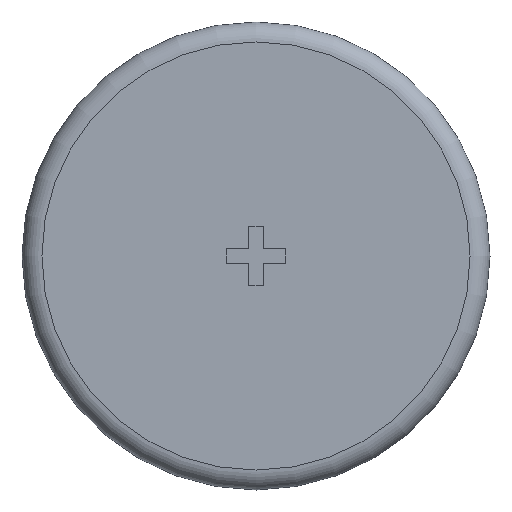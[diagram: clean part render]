
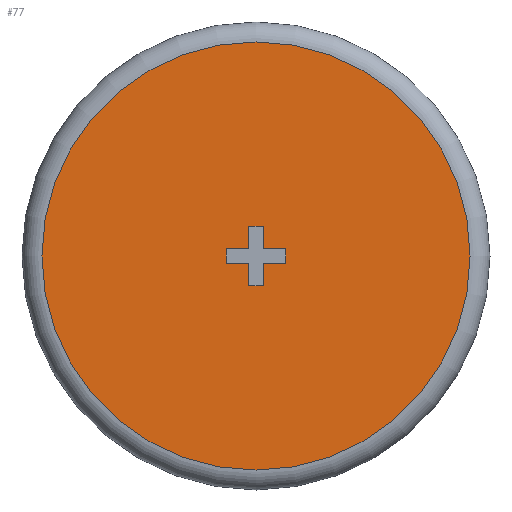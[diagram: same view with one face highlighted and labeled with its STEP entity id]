
A CAD part, front view. The second image highlights one B-rep face of the part: STEP entity #77.
In plain terms, the highlighted planar face has unit normal (0, -1, 0).
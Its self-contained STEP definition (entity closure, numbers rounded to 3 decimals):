
#77 = ADVANCED_FACE( '', ( #162, #163 ), #164, .F. );
#162 = FACE_BOUND( '', #257, .T. );
#163 = FACE_OUTER_BOUND( '', #258, .T. );
#164 = PLANE( '', #259 );
#257 = EDGE_LOOP( '', ( #416, #417, #418, #419, #420, #421, #422, #423, #424, #425, #426, #427 ) );
#258 = EDGE_LOOP( '', ( #428 ) );
#259 = AXIS2_PLACEMENT_3D( '', #429, #430, #431 );
#416 = ORIENTED_EDGE( '', *, *, #577, .T. );
#417 = ORIENTED_EDGE( '', *, *, #590, .F. );
#418 = ORIENTED_EDGE( '', *, *, #591, .T. );
#419 = ORIENTED_EDGE( '', *, *, #592, .T. );
#420 = ORIENTED_EDGE( '', *, *, #544, .T. );
#421 = ORIENTED_EDGE( '', *, *, #539, .T. );
#422 = ORIENTED_EDGE( '', *, *, #548, .T. );
#423 = ORIENTED_EDGE( '', *, *, #570, .T. );
#424 = ORIENTED_EDGE( '', *, *, #593, .T. );
#425 = ORIENTED_EDGE( '', *, *, #573, .T. );
#426 = ORIENTED_EDGE( '', *, *, #585, .T. );
#427 = ORIENTED_EDGE( '', *, *, #588, .T. );
#428 = ORIENTED_EDGE( '', *, *, #594, .T. );
#429 = CARTESIAN_POINT( '', ( 21.5, 0., 0. ) );
#430 = DIRECTION( '', ( 0., 1., 0. ) );
#431 = DIRECTION( '', ( 0., 0., 1. ) );
#539 = EDGE_CURVE( '', #630, #631, #632, .T. );
#544 = EDGE_CURVE( '', #639, #630, #640, .T. );
#548 = EDGE_CURVE( '', #631, #645, #646, .T. );
#570 = EDGE_CURVE( '', #645, #683, #684, .T. );
#573 = EDGE_CURVE( '', #687, #688, #689, .T. );
#577 = EDGE_CURVE( '', #693, #694, #695, .T. );
#585 = EDGE_CURVE( '', #688, #705, #706, .T. );
#588 = EDGE_CURVE( '', #705, #693, #709, .T. );
#590 = EDGE_CURVE( '', #711, #694, #712, .T. );
#591 = EDGE_CURVE( '', #711, #713, #714, .T. );
#592 = EDGE_CURVE( '', #713, #639, #715, .T. );
#593 = EDGE_CURVE( '', #683, #687, #716, .T. );
#594 = EDGE_CURVE( '', #717, #717, #718, .T. );
#630 = VERTEX_POINT( '', #763 );
#631 = VERTEX_POINT( '', #764 );
#632 = LINE( '', #765, #766 );
#639 = VERTEX_POINT( '', #776 );
#640 = LINE( '', #777, #778 );
#645 = VERTEX_POINT( '', #785 );
#646 = LINE( '', #786, #787 );
#683 = VERTEX_POINT( '', #839 );
#684 = LINE( '', #840, #841 );
#687 = VERTEX_POINT( '', #845 );
#688 = VERTEX_POINT( '', #846 );
#689 = LINE( '', #847, #848 );
#693 = VERTEX_POINT( '', #854 );
#694 = VERTEX_POINT( '', #855 );
#695 = LINE( '', #856, #857 );
#705 = VERTEX_POINT( '', #872 );
#706 = LINE( '', #873, #874 );
#709 = LINE( '', #878, #879 );
#711 = VERTEX_POINT( '', #881 );
#712 = LINE( '', #882, #883 );
#713 = VERTEX_POINT( '', #884 );
#714 = LINE( '', #885, #886 );
#715 = LINE( '', #887, #888 );
#716 = LINE( '', #889, #890 );
#717 = VERTEX_POINT( '', #891 );
#718 = CIRCLE( '', #892, 21.5 );
#763 = CARTESIAN_POINT( '', ( -0.75, 0., -3. ) );
#764 = CARTESIAN_POINT( '', ( -0.75, 0., -0.75 ) );
#765 = CARTESIAN_POINT( '', ( -0.75, 0., -3. ) );
#766 = VECTOR( '', #936, 1000. );
#776 = CARTESIAN_POINT( '', ( 0.75, 0., -3. ) );
#777 = CARTESIAN_POINT( '', ( 0.75, 0., -3. ) );
#778 = VECTOR( '', #940, 1000. );
#785 = CARTESIAN_POINT( '', ( -3., 0., -0.75 ) );
#786 = CARTESIAN_POINT( '', ( -0.75, 0., -0.75 ) );
#787 = VECTOR( '', #943, 1000. );
#839 = CARTESIAN_POINT( '', ( -3., 0., 0.75 ) );
#840 = CARTESIAN_POINT( '', ( -3., 0., -0.75 ) );
#841 = VECTOR( '', #965, 1000. );
#845 = CARTESIAN_POINT( '', ( -0.75, 0., 0.75 ) );
#846 = CARTESIAN_POINT( '', ( -0.75, 0., 3. ) );
#847 = CARTESIAN_POINT( '', ( -0.75, 0., 0.75 ) );
#848 = VECTOR( '', #967, 1000. );
#854 = CARTESIAN_POINT( '', ( 0.75, 0., 0.75 ) );
#855 = CARTESIAN_POINT( '', ( 3., 0., 0.75 ) );
#856 = CARTESIAN_POINT( '', ( 0.75, 0., 0.75 ) );
#857 = VECTOR( '', #970, 1000. );
#872 = CARTESIAN_POINT( '', ( 0.75, 0., 3. ) );
#873 = CARTESIAN_POINT( '', ( -0.75, 0., 3. ) );
#874 = VECTOR( '', #976, 1000. );
#878 = CARTESIAN_POINT( '', ( 0.75, 0., 3. ) );
#879 = VECTOR( '', #978, 1000. );
#881 = CARTESIAN_POINT( '', ( 3., 0., -0.75 ) );
#882 = CARTESIAN_POINT( '', ( 3., 0., 0. ) );
#883 = VECTOR( '', #979, 1000. );
#884 = CARTESIAN_POINT( '', ( 0.75, 0., -0.75 ) );
#885 = CARTESIAN_POINT( '', ( 3., 0., -0.75 ) );
#886 = VECTOR( '', #980, 1000. );
#887 = CARTESIAN_POINT( '', ( 0.75, 0., -0.75 ) );
#888 = VECTOR( '', #981, 1000. );
#889 = CARTESIAN_POINT( '', ( -3., 0., 0.75 ) );
#890 = VECTOR( '', #982, 1000. );
#891 = CARTESIAN_POINT( '', ( 0., 0., -21.5 ) );
#892 = AXIS2_PLACEMENT_3D( '', #983, #984, #985 );
#936 = DIRECTION( '', ( 0., 0., 1. ) );
#940 = DIRECTION( '', ( -1., 0., 0. ) );
#943 = DIRECTION( '', ( -1., 0., 0. ) );
#965 = DIRECTION( '', ( 0., 0., 1. ) );
#967 = DIRECTION( '', ( 0., 0., 1. ) );
#970 = DIRECTION( '', ( 1., 0., 0. ) );
#976 = DIRECTION( '', ( 1., 0., 0. ) );
#978 = DIRECTION( '', ( 0., 0., -1. ) );
#979 = DIRECTION( '', ( 0., 0., 1. ) );
#980 = DIRECTION( '', ( -1., 0., 0. ) );
#981 = DIRECTION( '', ( 0., 0., -1. ) );
#982 = DIRECTION( '', ( 1., 0., 0. ) );
#983 = CARTESIAN_POINT( '', ( 0., 0., 0. ) );
#984 = DIRECTION( '', ( 0., -1., 0. ) );
#985 = DIRECTION( '', ( 0., 0., -1. ) );
